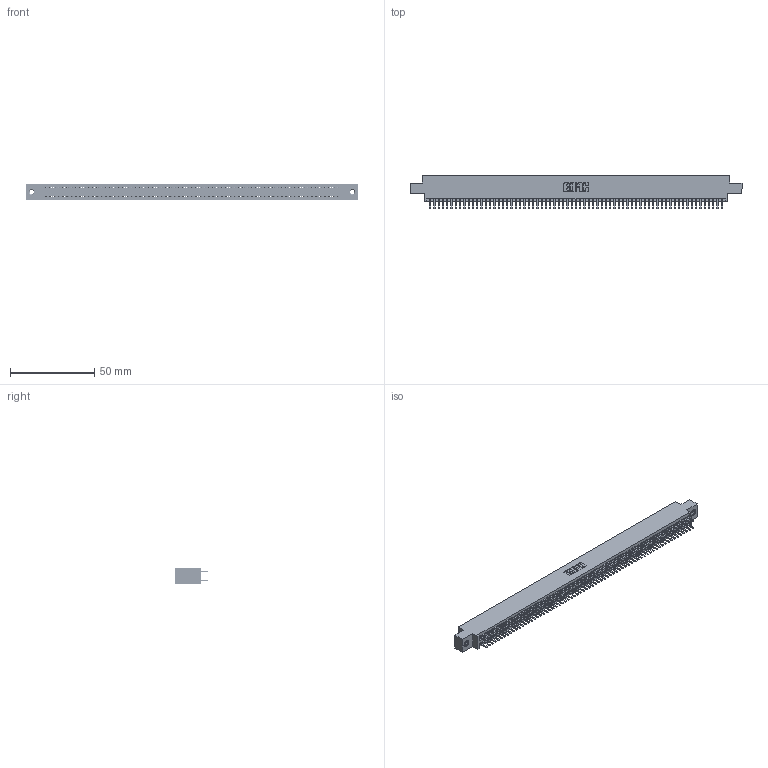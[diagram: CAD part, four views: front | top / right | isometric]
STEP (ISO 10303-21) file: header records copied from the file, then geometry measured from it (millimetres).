
FILE_DESCRIPTION (( 'STEP AP203' ), '1' );
FILE_NAME ('345-138-520-807.STEP', '2018-10-20T17:17:16', ( '' ), ( '' ), 'SwSTEP 2.0', 'SolidWorks 2016', '' );
FILE_SCHEMA (( 'CONFIG_CONTROL_DESIGN' ));
Length unit declared in the file: inch
Products named in the file (4): 345 Part_0.170 Offset - 0.156 Dia-TI; 345-292-001_345-293-120; 345-250-001_345-250-005-103; 345-138-520-807
Assembly tree (141 placements, depth 2):
  345-138-520-807
    345 Part_0.170 Offset - 0.156 Dia-TI
    345-292-001_345-293-120  x138
    345-250-001_345-250-005-103  x2
Bounding box: 196.47 x 19.68 x 9.4 mm (x, y, z)
Volume: 19148.3 mm3; surface area: 28869.6 mm2
Topology: 141 solids, 141 shells, 7642 faces, 22155 edges, 14394 vertices
Faces by surface type: plane 4946, cylinder 2680, cone 12, torus 4
Entity records: 51936 total; most frequent: CARTESIAN_POINT 8675, ORIENTED_EDGE 8590, DIRECTION 7629, EDGE_CURVE 4295, VECTOR 3863, LINE 3863, VERTEX_POINT 2856, AXIS2_PLACEMENT_3D 1883
